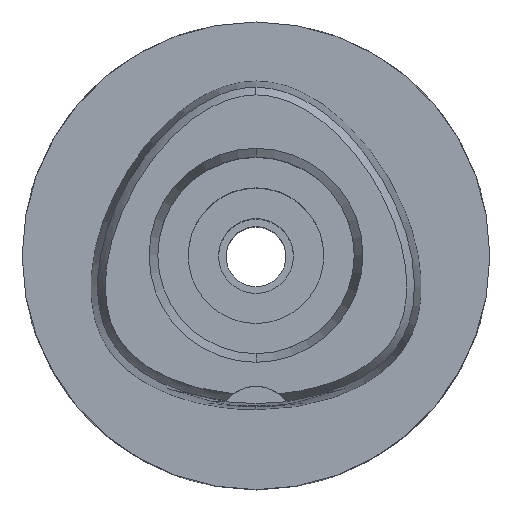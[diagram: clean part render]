
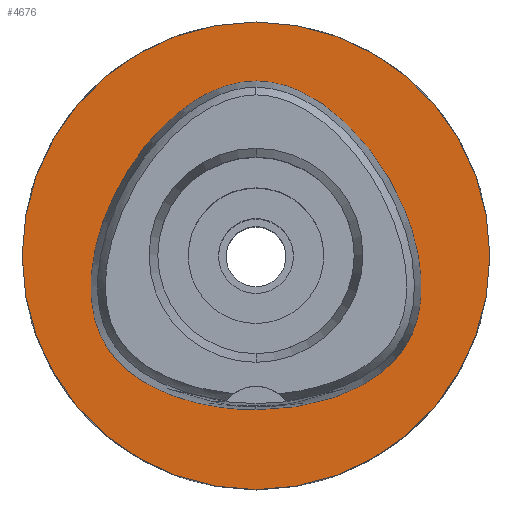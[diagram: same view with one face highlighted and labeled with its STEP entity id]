
A CAD part, top view. The second image highlights one B-rep face of the part: STEP entity #4676.
In plain terms, the highlighted planar face has unit normal (0, 0, 1).
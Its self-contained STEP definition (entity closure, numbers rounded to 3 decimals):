
#13 = CARTESIAN_POINT ( 'NONE',  ( 16.669, -8.446, 0. ) ) ;
#35 = CARTESIAN_POINT ( 'NONE',  ( 17.564, -5.456, 0. ) ) ;
#43 = CARTESIAN_POINT ( 'NONE',  ( 0., -16.455, 0. ) ) ;
#62 = CARTESIAN_POINT ( 'NONE',  ( 17.711, -3.269, 0. ) ) ;
#159 = CARTESIAN_POINT ( 'NONE',  ( -8.947, -15.039, 0. ) ) ;
#193 = EDGE_CURVE ( 'NONE', #914, #3199, #413, .T. ) ;
#229 = DIRECTION ( 'NONE',  ( 0., 0., -1. ) ) ;
#230 = FACE_BOUND ( 'NONE', #723, .T. ) ;
#248 = DIRECTION ( 'NONE',  ( 0., 0., -1. ) ) ;
#367 = CARTESIAN_POINT ( 'NONE',  ( 13.507, -12.483, 0. ) ) ;
#413 = CIRCLE ( 'NONE', #1931, 25. ) ;
#447 = CARTESIAN_POINT ( 'NONE',  ( 0.68, 18.695, 0. ) ) ;
#467 = B_SPLINE_CURVE_WITH_KNOTS ( 'NONE', 3,
 ( #4604, #3025, #4627, #4928, #1501, #367, #795, #2717, #4187, #13, #3840, #35, #62, #748, #2275, #768, #3814, #1877, #1605, #4207, #447, #4536 ),
 .UNSPECIFIED., .F., .F.,
 ( 4, 1, 1, 1, 1, 1, 1, 1, 1, 1, 1, 1, 1, 1, 1, 1, 1, 1, 1, 4 ),
 ( 0., 0.083, 0.167, 0.208, 0.25, 0.292, 0.312, 0.333, 0.354, 0.375, 0.417, 0.458, 0.5, 0.583, 0.667, 0.75, 0.833, 0.917, 0.958, 1. ),
 .UNSPECIFIED. ) ;
#476 = CARTESIAN_POINT ( 'NONE',  ( -14.38, 8.302, 0. ) ) ;
#592 = DIRECTION ( 'NONE',  ( 0., -1., 0. ) ) ;
#594 = ORIENTED_EDGE ( 'NONE', *, *, #2955, .F. ) ;
#614 = CARTESIAN_POINT ( 'NONE',  ( -1.684, -16.455, 0. ) ) ;
#643 = PLANE ( 'NONE',  #4082 ) ;
#680 = CARTESIAN_POINT ( 'NONE',  ( 0., -25., 0. ) ) ;
#723 = EDGE_LOOP ( 'NONE', ( #1956, #3234 ) ) ;
#748 = CARTESIAN_POINT ( 'NONE',  ( 17.498, -0.229, 0. ) ) ;
#768 = CARTESIAN_POINT ( 'NONE',  ( 14.38, 8.302, 0. ) ) ;
#795 = CARTESIAN_POINT ( 'NONE',  ( 14.788, -11.282, 0. ) ) ;
#870 = CARTESIAN_POINT ( 'NONE',  ( -17.165, -7.166, 0. ) ) ;
#913 = CARTESIAN_POINT ( 'NONE',  ( -16.669, -8.446, 0. ) ) ;
#914 = VERTEX_POINT ( 'NONE', #987 ) ;
#987 = CARTESIAN_POINT ( 'NONE',  ( 0., 25., 0. ) ) ;
#1121 = EDGE_CURVE ( 'NONE', #4060, #1991, #467, .T. ) ;
#1242 = CARTESIAN_POINT ( 'NONE',  ( -17.564, -5.456, 0. ) ) ;
#1312 = CARTESIAN_POINT ( 'NONE',  ( -2.041, 18.55, 0. ) ) ;
#1501 = CARTESIAN_POINT ( 'NONE',  ( 11.687, -13.704, 0. ) ) ;
#1605 = CARTESIAN_POINT ( 'NONE',  ( 4.729, 17.735, 0. ) ) ;
#1630 = CARTESIAN_POINT ( 'NONE',  ( 0., 18.695, 0. ) ) ;
#1785 = CARTESIAN_POINT ( 'NONE',  ( 0., 0., 0. ) ) ;
#1877 = CARTESIAN_POINT ( 'NONE',  ( 7.968, 15.831, 0. ) ) ;
#1931 = AXIS2_PLACEMENT_3D ( 'NONE', #1785, #248, #3009 ) ;
#1956 = ORIENTED_EDGE ( 'NONE', *, *, #4667, .F. ) ;
#1991 = VERTEX_POINT ( 'NONE', #2245 ) ;
#2007 = CARTESIAN_POINT ( 'NONE',  ( -16.517, 3.703, 0. ) ) ;
#2062 = AXIS2_PLACEMENT_3D ( 'NONE', #2966, #229, #4816 ) ;
#2074 = CARTESIAN_POINT ( 'NONE',  ( -13.507, -12.483, 0. ) ) ;
#2103 = ORIENTED_EDGE ( 'NONE', *, *, #193, .F. ) ;
#2141 = CARTESIAN_POINT ( 'NONE',  ( 0., -16.455, 0. ) ) ;
#2245 = CARTESIAN_POINT ( 'NONE',  ( 0., 18.695, 0. ) ) ;
#2275 = CARTESIAN_POINT ( 'NONE',  ( 16.517, 3.703, 0. ) ) ;
#2374 = CARTESIAN_POINT ( 'NONE',  ( -7.968, 15.831, 0. ) ) ;
#2445 = CARTESIAN_POINT ( 'NONE',  ( -15.649, -10.213, 0. ) ) ;
#2717 = CARTESIAN_POINT ( 'NONE',  ( 15.649, -10.213, 0. ) ) ;
#2790 = CARTESIAN_POINT ( 'NONE',  ( -17.711, -3.269, 0. ) ) ;
#2812 = CARTESIAN_POINT ( 'NONE',  ( -0.68, 18.695, 0. ) ) ;
#2955 = EDGE_CURVE ( 'NONE', #3199, #914, #4225, .T. ) ;
#2966 = CARTESIAN_POINT ( 'NONE',  ( 0., 0., 0. ) ) ;
#3003 = EDGE_LOOP ( 'NONE', ( #2103, #594 ) ) ;
#3009 = DIRECTION ( 'NONE',  ( 0., 1., 0. ) ) ;
#3025 = CARTESIAN_POINT ( 'NONE',  ( 1.684, -16.455, 0. ) ) ;
#3199 = VERTEX_POINT ( 'NONE', #680 ) ;
#3234 = ORIENTED_EDGE ( 'NONE', *, *, #1121, .F. ) ;
#3241 = DIRECTION ( 'NONE',  ( 0., 0., -1. ) ) ;
#3535 = CARTESIAN_POINT ( 'NONE',  ( -17.498, -0.229, 0. ) ) ;
#3605 = CARTESIAN_POINT ( 'NONE',  ( -11.687, -13.704, 0. ) ) ;
#3627 = CARTESIAN_POINT ( 'NONE',  ( 0., 0., 0. ) ) ;
#3677 = FACE_OUTER_BOUND ( 'NONE', #3003, .T. ) ;
#3814 = CARTESIAN_POINT ( 'NONE',  ( 11.466, 12.452, 0. ) ) ;
#3831 = B_SPLINE_CURVE_WITH_KNOTS ( 'NONE', 3,
 ( #1630, #2812, #1312, #4283, #2374, #4352, #476, #2007, #3535, #2790, #1242, #870, #913, #3943, #2445, #3985, #2074, #3605, #159, #4052, #614, #2141 ),
 .UNSPECIFIED., .F., .F.,
 ( 4, 1, 1, 1, 1, 1, 1, 1, 1, 1, 1, 1, 1, 1, 1, 1, 1, 1, 1, 4 ),
 ( 0., 0.042, 0.083, 0.167, 0.25, 0.333, 0.417, 0.5, 0.542, 0.583, 0.625, 0.646, 0.667, 0.688, 0.708, 0.75, 0.792, 0.833, 0.917, 1. ),
 .UNSPECIFIED. ) ;
#3840 = CARTESIAN_POINT ( 'NONE',  ( 17.165, -7.166, 0. ) ) ;
#3943 = CARTESIAN_POINT ( 'NONE',  ( -16.206, -9.357, 0. ) ) ;
#3985 = CARTESIAN_POINT ( 'NONE',  ( -14.788, -11.282, 0. ) ) ;
#4052 = CARTESIAN_POINT ( 'NONE',  ( -5.051, -16.156, 0. ) ) ;
#4060 = VERTEX_POINT ( 'NONE', #43 ) ;
#4082 = AXIS2_PLACEMENT_3D ( 'NONE', #3627, #3241, #592 ) ;
#4187 = CARTESIAN_POINT ( 'NONE',  ( 16.206, -9.357, 0. ) ) ;
#4207 = CARTESIAN_POINT ( 'NONE',  ( 2.041, 18.55, 0. ) ) ;
#4225 = CIRCLE ( 'NONE', #2062, 25. ) ;
#4283 = CARTESIAN_POINT ( 'NONE',  ( -4.729, 17.735, 0. ) ) ;
#4352 = CARTESIAN_POINT ( 'NONE',  ( -11.466, 12.452, 0. ) ) ;
#4536 = CARTESIAN_POINT ( 'NONE',  ( 0., 18.695, 0. ) ) ;
#4604 = CARTESIAN_POINT ( 'NONE',  ( 0., -16.455, 0. ) ) ;
#4627 = CARTESIAN_POINT ( 'NONE',  ( 5.051, -16.156, 0. ) ) ;
#4667 = EDGE_CURVE ( 'NONE', #1991, #4060, #3831, .T. ) ;
#4676 = ADVANCED_FACE ( 'NONE', ( #3677, #230 ), #643, .F. ) ;
#4816 = DIRECTION ( 'NONE',  ( 0., -1., 0. ) ) ;
#4928 = CARTESIAN_POINT ( 'NONE',  ( 8.947, -15.039, 0. ) ) ;
